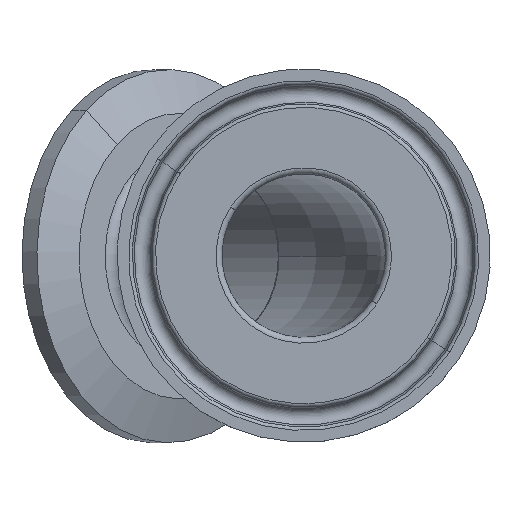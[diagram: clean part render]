
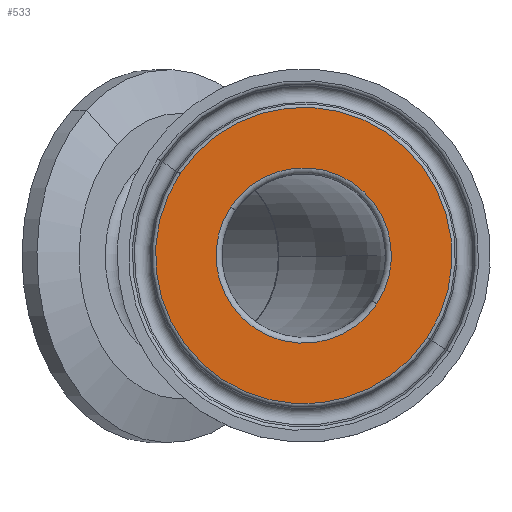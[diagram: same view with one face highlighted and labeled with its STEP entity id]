
A CAD part, top view. The second image highlights one B-rep face of the part: STEP entity #533.
In plain terms, the highlighted face is planar.
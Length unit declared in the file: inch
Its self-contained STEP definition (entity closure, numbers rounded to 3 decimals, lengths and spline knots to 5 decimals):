
#65 = ORIENTED_EDGE ( 'NONE', *, *, #1020, .T. ) ;
#135 = CIRCLE ( 'NONE', #1113, 0.46614 ) ;
#139 = VERTEX_POINT ( 'NONE', #666 ) ;
#148 = DIRECTION ( 'NONE',  ( 0., 0., -1. ) ) ;
#189 = CIRCLE ( 'NONE', #1098, 0.46614 ) ;
#231 = CARTESIAN_POINT ( 'NONE',  ( 0., 0.19685, 0. ) ) ;
#236 = EDGE_LOOP ( 'NONE', ( #65, #1046 ) ) ;
#245 = CARTESIAN_POINT ( 'NONE',  ( 0., 0.19685, 0.78811 ) ) ;
#254 = EDGE_CURVE ( 'NONE', #638, #139, #189, .T. ) ;
#268 = VERTEX_POINT ( 'NONE', #245 ) ;
#332 = DIRECTION ( 'NONE',  ( 0., -1., 0. ) ) ;
#388 = ORIENTED_EDGE ( 'NONE', *, *, #254, .T. ) ;
#392 = EDGE_LOOP ( 'NONE', ( #388, #1123 ) ) ;
#401 = CIRCLE ( 'NONE', #1048, 0.78811 ) ;
#418 = DIRECTION ( 'NONE',  ( 0., -1., 0. ) ) ;
#421 = DIRECTION ( 'NONE',  ( 0., 1., 0. ) ) ;
#422 = CARTESIAN_POINT ( 'NONE',  ( 0., 0.19685, 0. ) ) ;
#460 = PLANE ( 'NONE',  #904 ) ;
#487 = FACE_OUTER_BOUND ( 'NONE', #236, .T. ) ;
#520 = DIRECTION ( 'NONE',  ( 0., 0., -1. ) ) ;
#533 = ADVANCED_FACE ( 'NONE', ( #487, #855 ), #460, .F. ) ;
#608 = DIRECTION ( 'NONE',  ( 0., 0., -1. ) ) ;
#638 = VERTEX_POINT ( 'NONE', #1022 ) ;
#652 = CARTESIAN_POINT ( 'NONE',  ( 0., 0.19685, 0. ) ) ;
#666 = CARTESIAN_POINT ( 'NONE',  ( 0., 0.19685, 0.46614 ) ) ;
#730 = AXIS2_PLACEMENT_3D ( 'NONE', #983, #421, #148 ) ;
#794 = CARTESIAN_POINT ( 'NONE',  ( 0., 0.19685, -0.78811 ) ) ;
#811 = DIRECTION ( 'NONE',  ( 0., 1., 0. ) ) ;
#855 = FACE_BOUND ( 'NONE', #392, .T. ) ;
#904 = AXIS2_PLACEMENT_3D ( 'NONE', #652, #418, #918 ) ;
#918 = DIRECTION ( 'NONE',  ( 0., 0., -1. ) ) ;
#955 = CIRCLE ( 'NONE', #730, 0.78811 ) ;
#983 = CARTESIAN_POINT ( 'NONE',  ( 0., 0.19685, 0. ) ) ;
#1000 = CARTESIAN_POINT ( 'NONE',  ( 0., 0.19685, 0. ) ) ;
#1004 = DIRECTION ( 'NONE',  ( 0., 0., -1. ) ) ;
#1011 = DIRECTION ( 'NONE',  ( 0., -1., 0. ) ) ;
#1020 = EDGE_CURVE ( 'NONE', #1067, #268, #955, .T. ) ;
#1022 = CARTESIAN_POINT ( 'NONE',  ( 0., 0.19685, -0.46614 ) ) ;
#1046 = ORIENTED_EDGE ( 'NONE', *, *, #1133, .T. ) ;
#1048 = AXIS2_PLACEMENT_3D ( 'NONE', #231, #811, #608 ) ;
#1067 = VERTEX_POINT ( 'NONE', #794 ) ;
#1098 = AXIS2_PLACEMENT_3D ( 'NONE', #422, #1011, #520 ) ;
#1113 = AXIS2_PLACEMENT_3D ( 'NONE', #1000, #332, #1004 ) ;
#1123 = ORIENTED_EDGE ( 'NONE', *, *, #1170, .T. ) ;
#1133 = EDGE_CURVE ( 'NONE', #268, #1067, #401, .T. ) ;
#1170 = EDGE_CURVE ( 'NONE', #139, #638, #135, .T. ) ;
